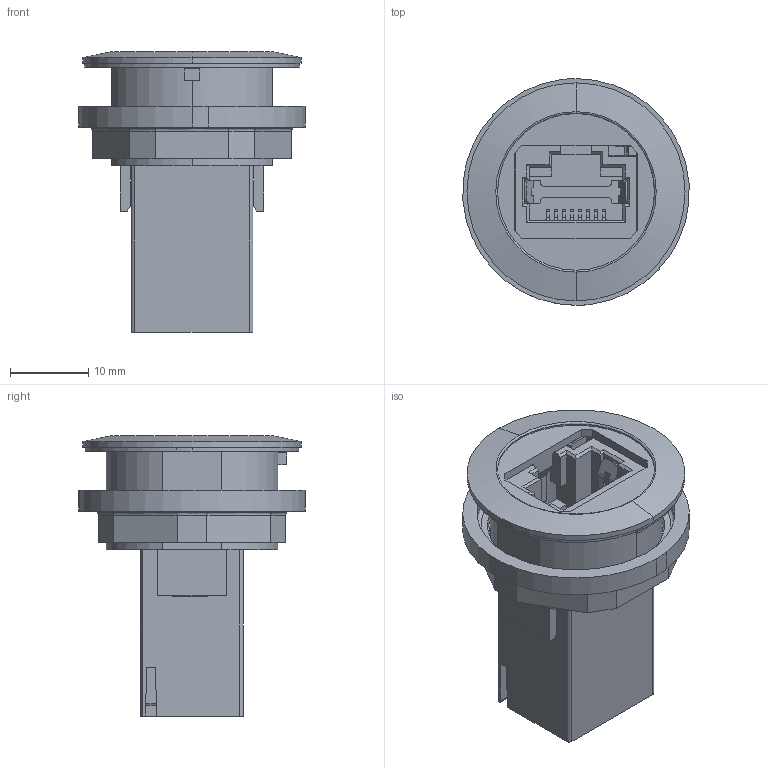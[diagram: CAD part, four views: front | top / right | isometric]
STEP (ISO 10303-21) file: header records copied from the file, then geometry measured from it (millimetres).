
FILE_DESCRIPTION(('STEP AP242'),'1');
FILE_NAME('xb5prj45.stp','2018-12-13T06:22:39',('TraceParts'),('TraceParts S.A.'),'Spatial InterOp 3D',' ',' ');
FILE_SCHEMA(('AP242_MANAGED_MODEL_BASED_3D_ENGINEERING_MIM_LF {1 0 10303 442 1 1 4}'));
Length unit declared in the file: millimetre
Products named in the file (1): xb5prj45_225
Bounding box: 28.92 x 29 x 35.9 mm (x, y, z)
Volume: 7770.5 mm3; surface area: 9037.3 mm2
Topology: 4 solids, 4 shells, 751 faces, 2324 edges, 2263 vertices
Faces by surface type: plane 498, cylinder 138, revolution 92, bspline 19, cone 2, sphere 2
Entity records: 39295 total; most frequent: CARTESIAN_POINT 6221, DIRECTION 5013, ORIENTED_EDGE 4192, EDGE_CURVE 2096, LINE 1799, VECTOR 1799, AXIS2_PLACEMENT_3D 1561, STYLED_ITEM 1430
